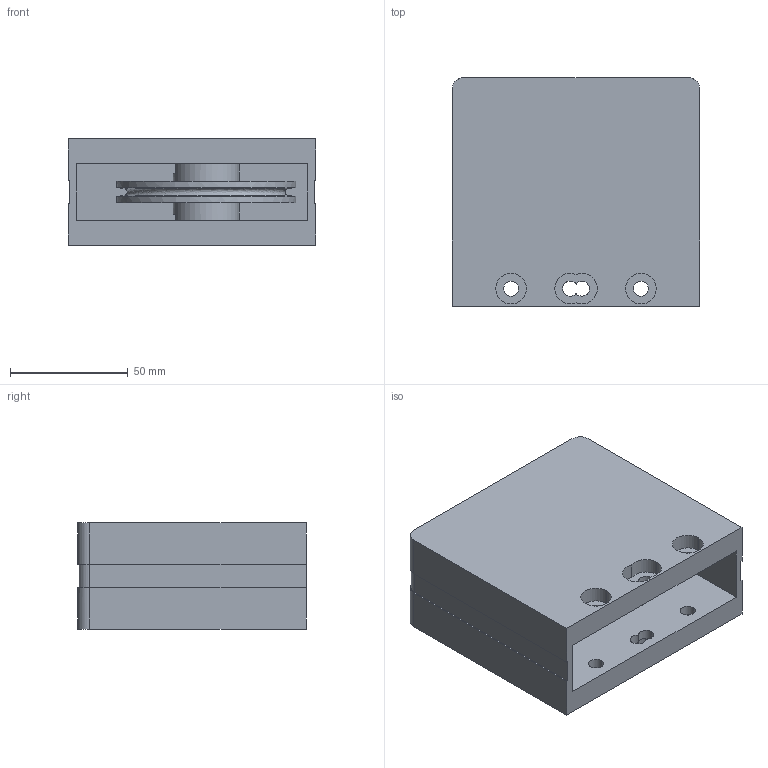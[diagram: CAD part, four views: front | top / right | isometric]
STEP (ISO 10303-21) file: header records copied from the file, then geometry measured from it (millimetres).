
FILE_DESCRIPTION (( 'STEP AP214' ), '1' );
FILE_NAME ('6540010', '2019-01-31T12:06:20', ( '' ), ('JUGARD+KÜNSTNER GmbH'), 'SwSTEP 2.0', 'SolidWorks 2017', '' );
FILE_SCHEMA (( 'AUTOMOTIVE_DESIGN' ));
Length unit declared in the file: millimetre
Products named in the file (1): 6540010_CNAJF00
Bounding box: 105 x 97 x 45 mm (x, y, z)
Volume: 271003.5 mm3; surface area: 75965.9 mm2
Topology: 1 solids, 1 shells, 83 faces, 208 edges, 136 vertices
Faces by surface type: cylinder 46, plane 31, cone 4, bspline 2
Entity records: 2995 total; most frequent: CARTESIAN_POINT 870, DIRECTION 462, ORIENTED_EDGE 416, EDGE_CURVE 208, AXIS2_PLACEMENT_3D 181, VERTEX_POINT 136, EDGE_LOOP 106, LINE 100
